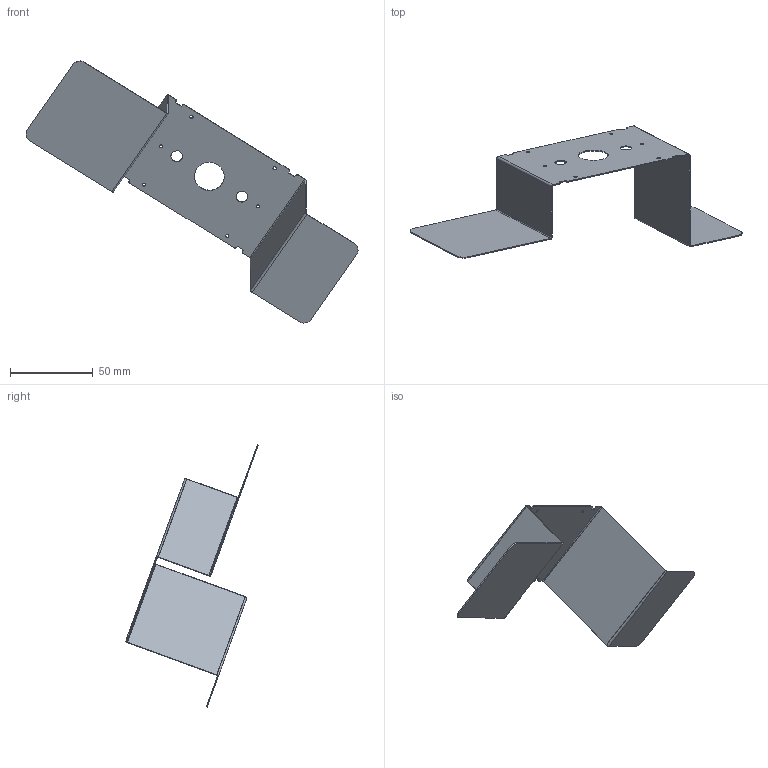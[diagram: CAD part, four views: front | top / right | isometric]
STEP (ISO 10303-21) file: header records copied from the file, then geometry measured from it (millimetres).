
FILE_DESCRIPTION(('CATIA V5 STEP Exchange'),'2;1');
FILE_NAME('25ALZOCG.stp','2024-03-04T09:41:28+00:00',('none'),('none'),'CATIA Version 5-6 Release 2016 SP6','CATIA V5 STEP AP203','none');
FILE_SCHEMA(('CONFIG_CONTROL_DESIGN'));
Length unit declared in the file: millimetre
Products named in the file (1): STEP
Assembly tree (1 placements, depth 2):
  STEP
    #57
Bounding box: 200.03 x 79.87 x 157.9 mm (x, y, z)
Volume: 10420.6 mm3; surface area: 35247.6 mm2
Topology: 1 solids, 1 shells, 68 faces, 200 edges, 134 vertices
Faces by surface type: cylinder 38, plane 30
Entity records: 2234 total; most frequent: ORIENTED_EDGE 400, CARTESIAN_POINT 387, DIRECTION 306, EDGE_CURVE 200, VERTEX_POINT 134, AXIS2_PLACEMENT_3D 131, VECTOR 122, LINE 122
